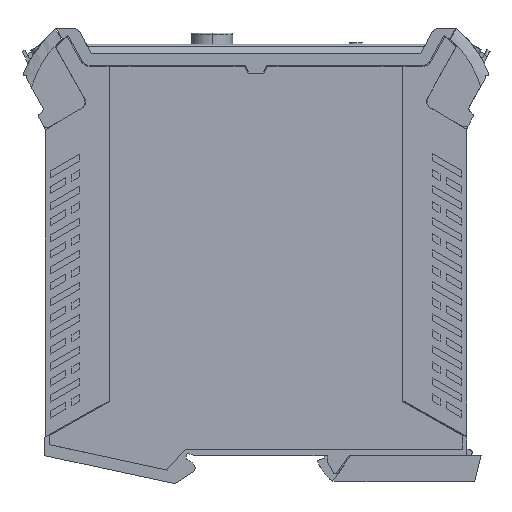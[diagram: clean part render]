
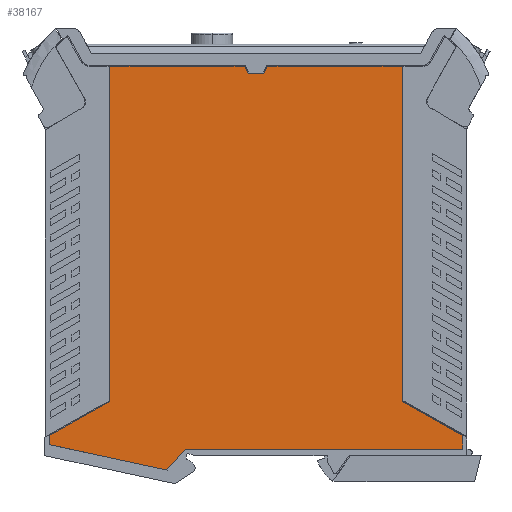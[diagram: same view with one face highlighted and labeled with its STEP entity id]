
A CAD part, left-side view. The second image highlights one B-rep face of the part: STEP entity #38167.
In plain terms, the highlighted planar face has unit normal (-1, 0, 0).
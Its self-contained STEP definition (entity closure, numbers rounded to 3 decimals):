
#38142=AXIS2_PLACEMENT_3D('Plane Axis2P3D',#38139,#38140,#38141) ;
#15425=CARTESIAN_POINT('Vertex',(0.,95.205,20.647)) ;
#15428=CARTESIAN_POINT('Line Origine',(0.,95.205,62.623)) ;
#15432=CARTESIAN_POINT('Vertex',(0.,95.205,104.6)) ;
#15452=CARTESIAN_POINT('Vertex',(0.,110.437,12.116)) ;
#15455=CARTESIAN_POINT('Line Origine',(0.,102.821,16.381)) ;
#15472=CARTESIAN_POINT('Vertex',(0.,110.437,9.847)) ;
#15475=CARTESIAN_POINT('Line Origine',(0.,110.437,10.982)) ;
#15492=CARTESIAN_POINT('Vertex',(0.,80.884,3.489)) ;
#15495=CARTESIAN_POINT('Line Origine',(0.,95.661,6.668)) ;
#15513=CARTESIAN_POINT('Control Point',(0.,80.884,3.489)) ;
#15514=CARTESIAN_POINT('Control Point',(0.,76.332,8.7)) ;
#15515=CARTESIAN_POINT('Vertex',(0.,76.332,8.7)) ;
#15534=CARTESIAN_POINT('Vertex',(0.,6.773,8.7)) ;
#15537=CARTESIAN_POINT('Line Origine',(0.,41.552,8.7)) ;
#15554=CARTESIAN_POINT('Vertex',(0.,6.773,12.116)) ;
#15557=CARTESIAN_POINT('Line Origine',(0.,6.773,10.408)) ;
#15574=CARTESIAN_POINT('Vertex',(0.,22.005,20.647)) ;
#15577=CARTESIAN_POINT('Line Origine',(0.,14.389,16.381)) ;
#15594=CARTESIAN_POINT('Vertex',(0.,22.005,104.6)) ;
#15597=CARTESIAN_POINT('Line Origine',(0.,22.005,62.623)) ;
#15614=CARTESIAN_POINT('Vertex',(0.,60.55,102.7)) ;
#15617=CARTESIAN_POINT('Line Origine',(0.,58.605,102.7)) ;
#15621=CARTESIAN_POINT('Vertex',(0.,56.66,102.7)) ;
#38065=CARTESIAN_POINT('Line Origine',(0.,37.14,104.6)) ;
#38069=CARTESIAN_POINT('Vertex',(0.,52.274,104.6)) ;
#38076=CARTESIAN_POINT('Vertex',(0.,55.774,104.6)) ;
#38079=CARTESIAN_POINT('Line Origine',(0.,54.024,104.6)) ;
#38098=CARTESIAN_POINT('Line Origine',(0.,56.217,103.65)) ;
#38111=CARTESIAN_POINT('Line Origine',(0.,80.07,104.6)) ;
#38115=CARTESIAN_POINT('Vertex',(0.,64.936,104.6)) ;
#38118=CARTESIAN_POINT('Line Origine',(0.,63.186,104.6)) ;
#38122=CARTESIAN_POINT('Vertex',(0.,61.436,104.6)) ;
#38139=CARTESIAN_POINT('Axis2P3D Location',(0.,5.843,8.611)) ;
#38144=CARTESIAN_POINT('Line Origine',(0.,60.993,103.65)) ;
#15429=DIRECTION('Vector Direction',(0.,0.,-1.)) ;
#15456=DIRECTION('Vector Direction',(0.,0.872,-0.489)) ;
#15476=DIRECTION('Vector Direction',(0.,0.,-1.)) ;
#15496=DIRECTION('Vector Direction',(0.,-0.978,-0.21)) ;
#15538=DIRECTION('Vector Direction',(0.,1.,0.)) ;
#15558=DIRECTION('Vector Direction',(0.,0.,1.)) ;
#15578=DIRECTION('Vector Direction',(0.,0.872,0.489)) ;
#15598=DIRECTION('Vector Direction',(0.,0.,1.)) ;
#15618=DIRECTION('Vector Direction',(0.,1.,0.)) ;
#38066=DIRECTION('Vector Direction',(0.,1.,0.)) ;
#38080=DIRECTION('Vector Direction',(0.,1.,0.)) ;
#38099=DIRECTION('Vector Direction',(0.,-0.423,0.906)) ;
#38112=DIRECTION('Vector Direction',(0.,1.,0.)) ;
#38119=DIRECTION('Vector Direction',(0.,1.,0.)) ;
#38140=DIRECTION('Axis2P3D Direction',(-1.,0.,0.)) ;
#38141=DIRECTION('Axis2P3D XDirection',(0.,-1.,0.)) ;
#38145=DIRECTION('Vector Direction',(0.,0.423,0.906)) ;
#15430=VECTOR('Line Direction',#15429,1.) ;
#15457=VECTOR('Line Direction',#15456,1.) ;
#15477=VECTOR('Line Direction',#15476,1.) ;
#15497=VECTOR('Line Direction',#15496,1.) ;
#15539=VECTOR('Line Direction',#15538,1.) ;
#15559=VECTOR('Line Direction',#15558,1.) ;
#15579=VECTOR('Line Direction',#15578,1.) ;
#15599=VECTOR('Line Direction',#15598,1.) ;
#15619=VECTOR('Line Direction',#15618,1.) ;
#38067=VECTOR('Line Direction',#38066,1.) ;
#38081=VECTOR('Line Direction',#38080,1.) ;
#38100=VECTOR('Line Direction',#38099,1.) ;
#38113=VECTOR('Line Direction',#38112,1.) ;
#38120=VECTOR('Line Direction',#38119,1.) ;
#38146=VECTOR('Line Direction',#38145,1.) ;
#38150=ORIENTED_EDGE('',*,*,#38148,.T.) ;
#38151=ORIENTED_EDGE('',*,*,#38124,.T.) ;
#38152=ORIENTED_EDGE('',*,*,#38117,.T.) ;
#38153=ORIENTED_EDGE('',*,*,#15434,.T.) ;
#38154=ORIENTED_EDGE('',*,*,#15459,.T.) ;
#38155=ORIENTED_EDGE('',*,*,#15479,.T.) ;
#38156=ORIENTED_EDGE('',*,*,#15499,.T.) ;
#38157=ORIENTED_EDGE('',*,*,#15517,.F.) ;
#38158=ORIENTED_EDGE('',*,*,#15541,.T.) ;
#38159=ORIENTED_EDGE('',*,*,#15561,.T.) ;
#38160=ORIENTED_EDGE('',*,*,#15581,.T.) ;
#38161=ORIENTED_EDGE('',*,*,#15601,.T.) ;
#38162=ORIENTED_EDGE('',*,*,#38071,.T.) ;
#38163=ORIENTED_EDGE('',*,*,#38083,.T.) ;
#38164=ORIENTED_EDGE('',*,*,#38102,.F.) ;
#38165=ORIENTED_EDGE('',*,*,#15623,.T.) ;
#38167=ADVANCED_FACE('RELAIS',(#38166),#38143,.T.) ;
#15512=B_SPLINE_CURVE_WITH_KNOTS('',1,(#15513,#15514),.UNSPECIFIED.,.F.,.U.,(2,2),(0.,6.92),.UNSPECIFIED.) ;
#15434=EDGE_CURVE('',#15433,#15426,#15431,.T.) ;
#15459=EDGE_CURVE('',#15426,#15453,#15458,.T.) ;
#15479=EDGE_CURVE('',#15453,#15473,#15478,.T.) ;
#15499=EDGE_CURVE('',#15473,#15493,#15498,.T.) ;
#15517=EDGE_CURVE('',#15516,#15493,#15512,.F.) ;
#15541=EDGE_CURVE('',#15516,#15535,#15540,.F.) ;
#15561=EDGE_CURVE('',#15535,#15555,#15560,.T.) ;
#15581=EDGE_CURVE('',#15555,#15575,#15580,.T.) ;
#15601=EDGE_CURVE('',#15575,#15595,#15600,.T.) ;
#15623=EDGE_CURVE('',#15622,#15615,#15620,.T.) ;
#38071=EDGE_CURVE('',#15595,#38070,#38068,.T.) ;
#38083=EDGE_CURVE('',#38070,#38077,#38082,.T.) ;
#38102=EDGE_CURVE('',#15622,#38077,#38101,.T.) ;
#38117=EDGE_CURVE('',#38116,#15433,#38114,.T.) ;
#38124=EDGE_CURVE('',#38123,#38116,#38121,.T.) ;
#38148=EDGE_CURVE('',#15615,#38123,#38147,.T.) ;
#38149=EDGE_LOOP('',(#38150,#38151,#38152,#38153,#38154,#38155,#38156,#38157,#38158,#38159,#38160,#38161,#38162,#38163,#38164,#38165)) ;
#38166=FACE_OUTER_BOUND('',#38149,.T.) ;
#15431=LINE('Line',#15428,#15430) ;
#15458=LINE('Line',#15455,#15457) ;
#15478=LINE('Line',#15475,#15477) ;
#15498=LINE('Line',#15495,#15497) ;
#15540=LINE('Line',#15537,#15539) ;
#15560=LINE('Line',#15557,#15559) ;
#15580=LINE('Line',#15577,#15579) ;
#15600=LINE('Line',#15597,#15599) ;
#15620=LINE('Line',#15617,#15619) ;
#38068=LINE('Line',#38065,#38067) ;
#38082=LINE('Line',#38079,#38081) ;
#38101=LINE('Line',#38098,#38100) ;
#38114=LINE('Line',#38111,#38113) ;
#38121=LINE('Line',#38118,#38120) ;
#38147=LINE('Line',#38144,#38146) ;
#38143=PLANE('',#38142) ;
#15426=VERTEX_POINT('',#15425) ;
#15433=VERTEX_POINT('',#15432) ;
#15453=VERTEX_POINT('',#15452) ;
#15473=VERTEX_POINT('',#15472) ;
#15493=VERTEX_POINT('',#15492) ;
#15516=VERTEX_POINT('',#15515) ;
#15535=VERTEX_POINT('',#15534) ;
#15555=VERTEX_POINT('',#15554) ;
#15575=VERTEX_POINT('',#15574) ;
#15595=VERTEX_POINT('',#15594) ;
#15615=VERTEX_POINT('',#15614) ;
#15622=VERTEX_POINT('',#15621) ;
#38070=VERTEX_POINT('',#38069) ;
#38077=VERTEX_POINT('',#38076) ;
#38116=VERTEX_POINT('',#38115) ;
#38123=VERTEX_POINT('',#38122) ;
